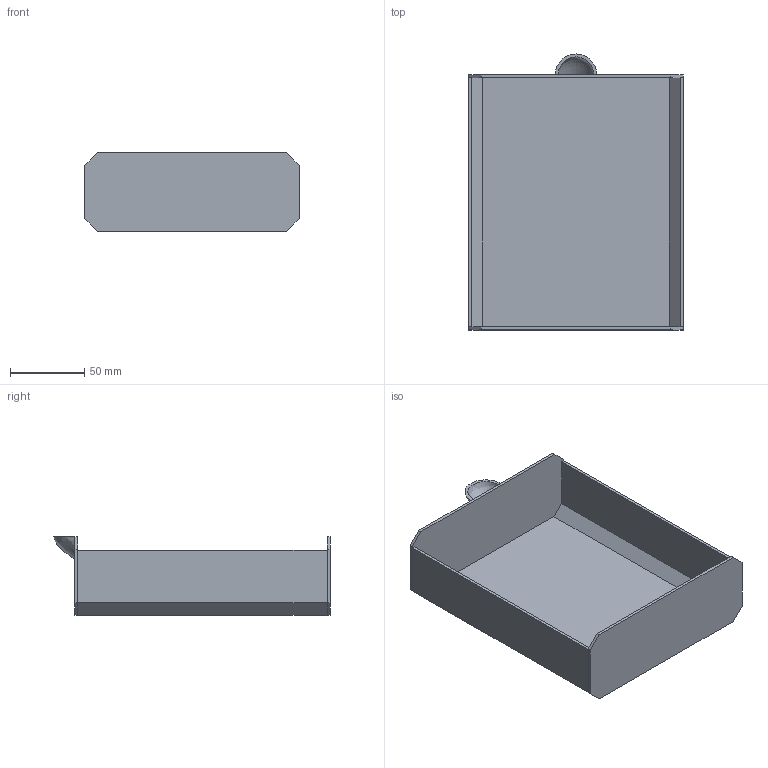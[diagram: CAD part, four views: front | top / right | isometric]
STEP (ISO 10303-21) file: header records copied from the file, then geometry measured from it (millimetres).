
FILE_DESCRIPTION(/* description */ ('STEP AP242','CAx-IF Rec.Pracs.---Representation and Presentation of Product Manufacturing Information (PMI)---4.0---2014-10-13','CAx-IF Rec.Pracs.---3D Tessellated Geometry---0.4---2014-09-14','2;1'),/* implementation_level */ '2;1');
FILE_NAME(/* name */ '646e12425558f64f9bcace98',/* time_stamp */ '2023-05-24T13:33:54Z',/* author */ (''),/* organization */ (''),/* preprocessor_version */ 'ST-DEVELOPER v19.4',/* originating_system */ ' ',/* authorisation */ ' ');
FILE_SCHEMA (('AP242_MANAGED_MODEL_BASED_3D_ENGINEERING_MIM_LF { 1 0 10303 442 1 1 4 }'));
Length unit declared in the file: metre
Products named in the file (5): Front; Handle; Back; Right; Left
Bounding box: 144.39 x 186 x 52.9 mm (x, y, z)
Volume: 104288.1 mm3; surface area: 108277.1 mm2
Topology: 5 solids, 5 shells, 44 faces, 106 edges, 68 vertices
Faces by surface type: plane 41, bspline 3
Entity records: 1542 total; most frequent: CARTESIAN_POINT 422, ORIENTED_EDGE 204, DIRECTION 197, EDGE_CURVE 102, LINE 95, VECTOR 95, VERTEX_POINT 68, AXIS2_PLACEMENT_3D 51
